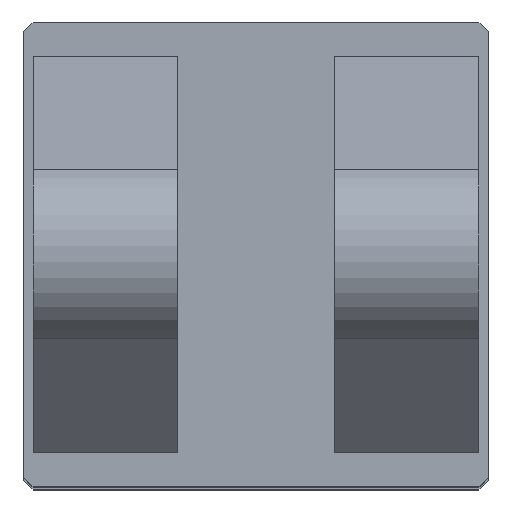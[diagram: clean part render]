
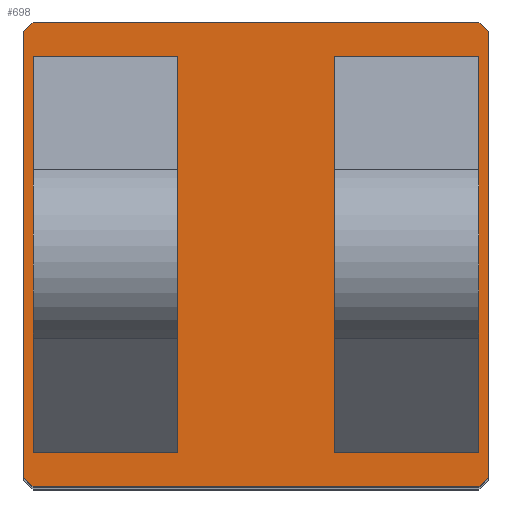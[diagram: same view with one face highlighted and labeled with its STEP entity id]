
A CAD part, top view. The second image highlights one B-rep face of the part: STEP entity #698.
In plain terms, the highlighted face is planar.
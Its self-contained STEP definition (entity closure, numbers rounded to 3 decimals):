
#2 = DIRECTION ( 'NONE',  ( 0., 0., 1. ) ) ;
#4 = PLANE ( 'NONE',  #2937 ) ;
#8 = CARTESIAN_POINT ( 'NONE',  ( 0., 12., 0. ) ) ;
#10 = DIRECTION ( 'NONE',  ( 0., 1., 0. ) ) ;
#504 = ORIENTED_EDGE ( 'NONE', *, *, #2823, .F. ) ;
#505 = ORIENTED_EDGE ( 'NONE', *, *, #2827, .T. ) ;
#506 = ORIENTED_EDGE ( 'NONE', *, *, #2819, .T. ) ;
#507 = ORIENTED_EDGE ( 'NONE', *, *, #2828, .T. ) ;
#508 = ORIENTED_EDGE ( 'NONE', *, *, #2829, .T. ) ;
#509 = ORIENTED_EDGE ( 'NONE', *, *, #2830, .F. ) ;
#510 = ORIENTED_EDGE ( 'NONE', *, *, #2831, .F. ) ;
#511 = ORIENTED_EDGE ( 'NONE', *, *, #2832, .F. ) ;
#512 = ORIENTED_EDGE ( 'NONE', *, *, #2833, .T. ) ;
#513 = ORIENTED_EDGE ( 'NONE', *, *, #2834, .T. ) ;
#514 = ORIENTED_EDGE ( 'NONE', *, *, #2835, .T. ) ;
#515 = ORIENTED_EDGE ( 'NONE', *, *, #2836, .T. ) ;
#516 = ORIENTED_EDGE ( 'NONE', *, *, #2837, .T. ) ;
#517 = ORIENTED_EDGE ( 'NONE', *, *, #2838, .T. ) ;
#518 = ORIENTED_EDGE ( 'NONE', *, *, #2839, .T. ) ;
#519 = ORIENTED_EDGE ( 'NONE', *, *, #2840, .T. ) ;
#698 = ADVANCED_FACE ( 'NONE', ( #2523, #2526, #2521 ), #4, .T. ) ;
#1317 = VERTEX_POINT ( 'NONE', #5721 ) ;
#1341 = VERTEX_POINT ( 'NONE', #5745 ) ;
#1342 = VERTEX_POINT ( 'NONE', #5746 ) ;
#1345 = VERTEX_POINT ( 'NONE', #5749 ) ;
#1346 = VERTEX_POINT ( 'NONE', #5750 ) ;
#1347 = VERTEX_POINT ( 'NONE', #5751 ) ;
#1348 = VERTEX_POINT ( 'NONE', #5752 ) ;
#1349 = VERTEX_POINT ( 'NONE', #5753 ) ;
#1350 = VERTEX_POINT ( 'NONE', #5754 ) ;
#1353 = VERTEX_POINT ( 'NONE', #5757 ) ;
#1355 = VERTEX_POINT ( 'NONE', #5759 ) ;
#1356 = VERTEX_POINT ( 'NONE', #5760 ) ;
#1357 = VERTEX_POINT ( 'NONE', #5761 ) ;
#1358 = VERTEX_POINT ( 'NONE', #5762 ) ;
#1359 = VERTEX_POINT ( 'NONE', #5763 ) ;
#1360 = VERTEX_POINT ( 'NONE', #5764 ) ;
#2288 = EDGE_LOOP ( 'NONE', ( #504, #505, #506, #507 ) ) ;
#2296 = EDGE_LOOP ( 'NONE', ( #508, #509, #510, #511 ) ) ;
#2299 = EDGE_LOOP ( 'NONE', ( #512, #513, #514, #515, #516, #517, #518, #519 ) ) ;
#2521 = FACE_OUTER_BOUND ( 'NONE', #2299, .T. ) ;
#2523 = FACE_BOUND ( 'NONE', #2288, .T. ) ;
#2526 = FACE_BOUND ( 'NONE', #2296, .T. ) ;
#2819 = EDGE_CURVE ( 'NONE', #1341, #1342, #7233, .T. ) ;
#2823 = EDGE_CURVE ( 'NONE', #1317, #1348, #7234, .T. ) ;
#2827 = EDGE_CURVE ( 'NONE', #1317, #1341, #7247, .T. ) ;
#2828 = EDGE_CURVE ( 'NONE', #1342, #1348, #7248, .T. ) ;
#2829 = EDGE_CURVE ( 'NONE', #1349, #1345, #7250, .T. ) ;
#2830 = EDGE_CURVE ( 'NONE', #1346, #1345, #7240, .T. ) ;
#2831 = EDGE_CURVE ( 'NONE', #1350, #1346, #7252, .T. ) ;
#2832 = EDGE_CURVE ( 'NONE', #1349, #1350, #7254, .T. ) ;
#2833 = EDGE_CURVE ( 'NONE', #1347, #1353, #7256, .T. ) ;
#2834 = EDGE_CURVE ( 'NONE', #1353, #1355, #7258, .T. ) ;
#2835 = EDGE_CURVE ( 'NONE', #1355, #1356, #7262, .T. ) ;
#2836 = EDGE_CURVE ( 'NONE', #1356, #1357, #7264, .T. ) ;
#2837 = EDGE_CURVE ( 'NONE', #1357, #1358, #7266, .T. ) ;
#2838 = EDGE_CURVE ( 'NONE', #1358, #1359, #7268, .T. ) ;
#2839 = EDGE_CURVE ( 'NONE', #1359, #1360, #7270, .T. ) ;
#2840 = EDGE_CURVE ( 'NONE', #1360, #1347, #7272, .T. ) ;
#2937 = AXIS2_PLACEMENT_3D ( 'NONE', #8, #10, #2 ) ;
#5721 = CARTESIAN_POINT ( 'NONE',  ( -8.5, 12., -21.293 ) ) ;
#5745 = CARTESIAN_POINT ( 'NONE',  ( -8.5, 12., 21.293 ) ) ;
#5746 = CARTESIAN_POINT ( 'NONE',  ( -24., 12., 21.293 ) ) ;
#5749 = CARTESIAN_POINT ( 'NONE',  ( 8.5, 12., 21.293 ) ) ;
#5750 = CARTESIAN_POINT ( 'NONE',  ( 8.5, 12., -21.293 ) ) ;
#5751 = CARTESIAN_POINT ( 'NONE',  ( -24., 12., 25. ) ) ;
#5752 = CARTESIAN_POINT ( 'NONE',  ( -24., 12., -21.293 ) ) ;
#5753 = CARTESIAN_POINT ( 'NONE',  ( 24., 12., 21.293 ) ) ;
#5754 = CARTESIAN_POINT ( 'NONE',  ( 24., 12., -21.293 ) ) ;
#5757 = CARTESIAN_POINT ( 'NONE',  ( 24., 12., 25. ) ) ;
#5759 = CARTESIAN_POINT ( 'NONE',  ( 25., 12., 24. ) ) ;
#5760 = CARTESIAN_POINT ( 'NONE',  ( 25., 12., -24. ) ) ;
#5761 = CARTESIAN_POINT ( 'NONE',  ( 24., 12., -25. ) ) ;
#5762 = CARTESIAN_POINT ( 'NONE',  ( -24., 12., -25. ) ) ;
#5763 = CARTESIAN_POINT ( 'NONE',  ( -25., 12., -24. ) ) ;
#5764 = CARTESIAN_POINT ( 'NONE',  ( -25., 12., 24. ) ) ;
#7233 = LINE ( 'NONE', #7662, #7235 ) ;
#7234 = LINE ( 'NONE', #7668, #7243 ) ;
#7235 = VECTOR ( 'NONE', #7663, 1000. ) ;
#7240 = LINE ( 'NONE', #7687, #7255 ) ;
#7243 = VECTOR ( 'NONE', #7678, 1000. ) ;
#7247 = LINE ( 'NONE', #7681, #7249 ) ;
#7248 = LINE ( 'NONE', #7691, #7251 ) ;
#7249 = VECTOR ( 'NONE', #7682, 1000. ) ;
#7250 = LINE ( 'NONE', #7693, #7253 ) ;
#7251 = VECTOR ( 'NONE', #7692, 1000. ) ;
#7252 = LINE ( 'NONE', #7686, #7257 ) ;
#7253 = VECTOR ( 'NONE', #7695, 1000. ) ;
#7254 = LINE ( 'NONE', #7694, #7259 ) ;
#7255 = VECTOR ( 'NONE', #7696, 1000. ) ;
#7256 = LINE ( 'NONE', #7697, #7261 ) ;
#7257 = VECTOR ( 'NONE', #7698, 1000. ) ;
#7258 = LINE ( 'NONE', #7699, #7263 ) ;
#7259 = VECTOR ( 'NONE', #7700, 1000. ) ;
#7261 = VECTOR ( 'NONE', #7702, 1000. ) ;
#7262 = LINE ( 'NONE', #7705, #7265 ) ;
#7263 = VECTOR ( 'NONE', #7704, 1000. ) ;
#7264 = LINE ( 'NONE', #7707, #7267 ) ;
#7265 = VECTOR ( 'NONE', #7706, 1000. ) ;
#7266 = LINE ( 'NONE', #7709, #7269 ) ;
#7267 = VECTOR ( 'NONE', #7708, 1000. ) ;
#7268 = LINE ( 'NONE', #7711, #7271 ) ;
#7269 = VECTOR ( 'NONE', #7710, 1000. ) ;
#7270 = LINE ( 'NONE', #7713, #7273 ) ;
#7271 = VECTOR ( 'NONE', #7712, 1000. ) ;
#7272 = LINE ( 'NONE', #7715, #7275 ) ;
#7273 = VECTOR ( 'NONE', #7714, 1000. ) ;
#7275 = VECTOR ( 'NONE', #7716, 1000. ) ;
#7662 = CARTESIAN_POINT ( 'NONE',  ( 24., 12., 21.293 ) ) ;
#7663 = DIRECTION ( 'NONE',  ( -1., 0., 0. ) ) ;
#7668 = CARTESIAN_POINT ( 'NONE',  ( 24., 12., -21.293 ) ) ;
#7678 = DIRECTION ( 'NONE',  ( -1., 0., 0. ) ) ;
#7681 = CARTESIAN_POINT ( 'NONE',  ( -8.5, 12., -30. ) ) ;
#7682 = DIRECTION ( 'NONE',  ( 0., 0., 1. ) ) ;
#7686 = CARTESIAN_POINT ( 'NONE',  ( 24., 12., -21.293 ) ) ;
#7687 = CARTESIAN_POINT ( 'NONE',  ( 8.5, 12., -30. ) ) ;
#7691 = CARTESIAN_POINT ( 'NONE',  ( -24., 12., 21.293 ) ) ;
#7692 = DIRECTION ( 'NONE',  ( 0., 0., -1. ) ) ;
#7693 = CARTESIAN_POINT ( 'NONE',  ( 24., 12., 21.293 ) ) ;
#7694 = CARTESIAN_POINT ( 'NONE',  ( 24., 12., 21.293 ) ) ;
#7695 = DIRECTION ( 'NONE',  ( -1., 0., 0. ) ) ;
#7696 = DIRECTION ( 'NONE',  ( 0., 0., 1. ) ) ;
#7697 = CARTESIAN_POINT ( 'NONE',  ( -25., 12., 25. ) ) ;
#7698 = DIRECTION ( 'NONE',  ( -1., 0., 0. ) ) ;
#7699 = CARTESIAN_POINT ( 'NONE',  ( 24.5, 12., 24.5 ) ) ;
#7700 = DIRECTION ( 'NONE',  ( 0., 0., -1. ) ) ;
#7702 = DIRECTION ( 'NONE',  ( 1., 0., 0. ) ) ;
#7704 = DIRECTION ( 'NONE',  ( 0.707, 0., -0.707 ) ) ;
#7705 = CARTESIAN_POINT ( 'NONE',  ( 25., 12., -25. ) ) ;
#7706 = DIRECTION ( 'NONE',  ( 0., 0., -1. ) ) ;
#7707 = CARTESIAN_POINT ( 'NONE',  ( 24.5, 12., -24.5 ) ) ;
#7708 = DIRECTION ( 'NONE',  ( -0.707, 0., -0.707 ) ) ;
#7709 = CARTESIAN_POINT ( 'NONE',  ( -25., 12., -25. ) ) ;
#7710 = DIRECTION ( 'NONE',  ( -1., 0., 0. ) ) ;
#7711 = CARTESIAN_POINT ( 'NONE',  ( -24.5, 12., -24.5 ) ) ;
#7712 = DIRECTION ( 'NONE',  ( -0.707, 0., 0.707 ) ) ;
#7713 = CARTESIAN_POINT ( 'NONE',  ( -25., 12., -25. ) ) ;
#7714 = DIRECTION ( 'NONE',  ( 0., 0., 1. ) ) ;
#7715 = CARTESIAN_POINT ( 'NONE',  ( -24.5, 12., 24.5 ) ) ;
#7716 = DIRECTION ( 'NONE',  ( 0.707, 0., 0.707 ) ) ;
